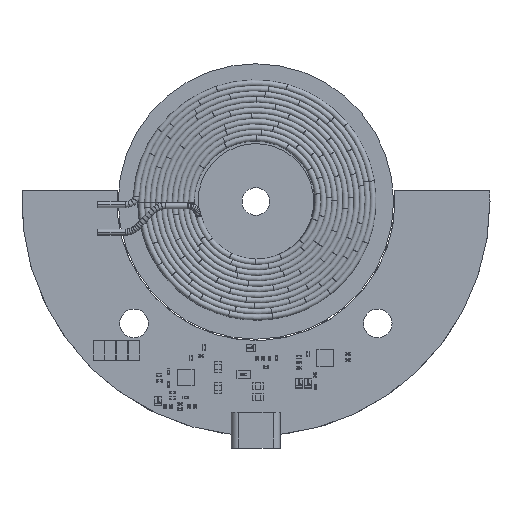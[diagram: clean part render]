
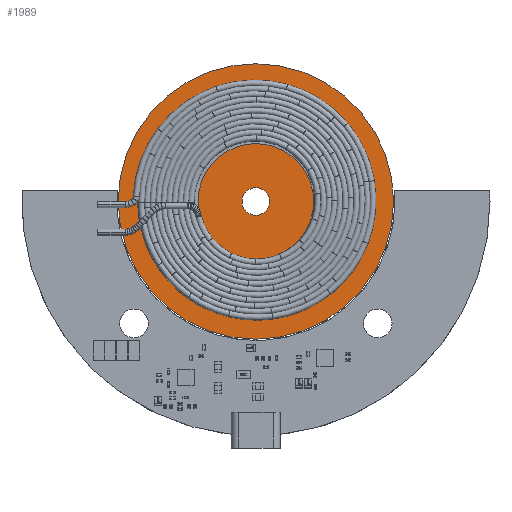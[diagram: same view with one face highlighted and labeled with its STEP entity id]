
A CAD part, top view. The second image highlights one B-rep face of the part: STEP entity #1989.
In plain terms, the highlighted planar face has unit normal (0, 0, 1).
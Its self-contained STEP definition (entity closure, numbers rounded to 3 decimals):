
#1864=CARTESIAN_POINT('',(0.,0.,2.6));
#1865=DIRECTION('',(0.,0.,-1.));
#1866=DIRECTION('',(1.,0.,0.));
#1867=AXIS2_PLACEMENT_3D('',#1864,#1865,#1866);
#1872=CARTESIAN_POINT('',(0.,0.,2.6));
#1873=DIRECTION('',(0.,0.,-1.));
#1874=DIRECTION('',(-1.,0.,0.));
#1875=AXIS2_PLACEMENT_3D('',#1872,#1873,#1874);
#1880=CARTESIAN_POINT('',(0.,0.,2.6));
#1881=DIRECTION('',(0.,0.,1.));
#1882=DIRECTION('',(-1.,0.,0.));
#1883=AXIS2_PLACEMENT_3D('',#1880,#1881,#1882);
#1888=CARTESIAN_POINT('',(0.,0.,2.6));
#1889=DIRECTION('',(0.,0.,1.));
#1890=DIRECTION('',(1.,0.,0.));
#1891=AXIS2_PLACEMENT_3D('',#1888,#1889,#1890);
#1957=CARTESIAN_POINT('',(-25.,0.,
2.6));
#1959=VERTEX_POINT('',#1957);
#1961=CARTESIAN_POINT('',(25.,0.,
2.6));
#1963=VERTEX_POINT('',#1961);
#1964=CARTESIAN_POINT('',(-2.5,0.,
2.6));
#1966=VERTEX_POINT('',#1964);
#1968=CARTESIAN_POINT('',(2.5,0.,
2.6));
#1970=VERTEX_POINT('',#1968);
#1972=CARTESIAN_POINT('',(0.,0.,2.6));
#1973=DIRECTION('',(0.,0.,1.));
#1974=DIRECTION('',(-1.,0.,0.));
#1975=AXIS2_PLACEMENT_3D('',#1972,#1973,#1974);
#1976=PLANE('',#1975);
#1978=ORIENTED_EDGE('',*,*,#1977,.F.);
#1980=ORIENTED_EDGE('',*,*,#1979,.F.);
#1981=EDGE_LOOP('',(#1978,#1980));
#1982=FACE_OUTER_BOUND('',#1981,.F.);
#1984=ORIENTED_EDGE('',*,*,#1983,.F.);
#1986=ORIENTED_EDGE('',*,*,#1985,.F.);
#1987=EDGE_LOOP('',(#1984,#1986));
#1988=FACE_BOUND('',#1987,.F.);
#1989=ADVANCED_FACE('',(#1982,#1988),#1976,.T.);
#1868=CIRCLE('',#1867,2.5);
#1876=CIRCLE('',#1875,2.5);
#1884=CIRCLE('',#1883,25.);
#1892=CIRCLE('',#1891,25.);
#1977=EDGE_CURVE('',#1959,#1963,#1884,.T.);
#1979=EDGE_CURVE('',#1963,#1959,#1892,.T.);
#1983=EDGE_CURVE('',#1970,#1966,#1868,.T.);
#1985=EDGE_CURVE('',#1966,#1970,#1876,.T.);
